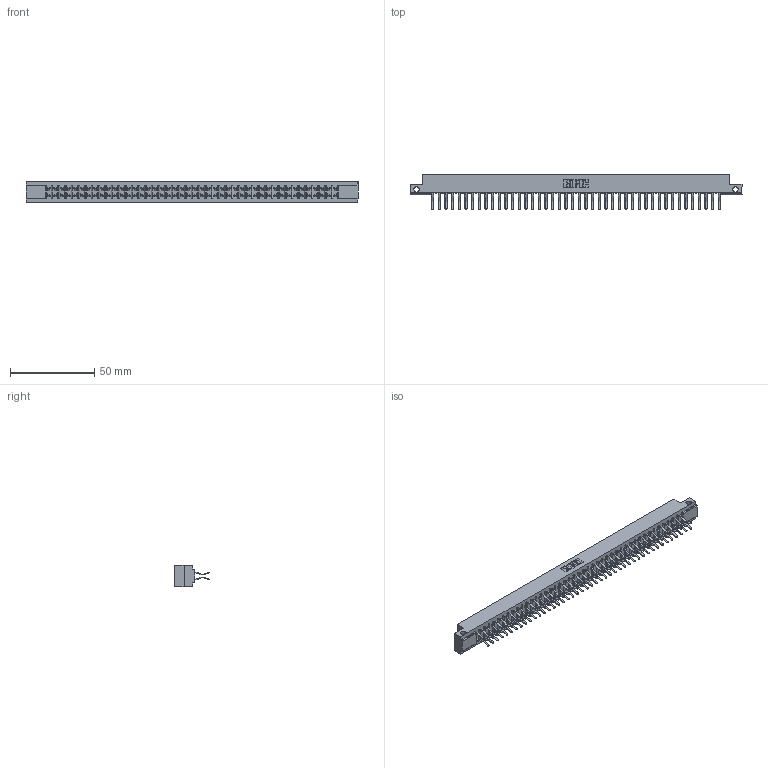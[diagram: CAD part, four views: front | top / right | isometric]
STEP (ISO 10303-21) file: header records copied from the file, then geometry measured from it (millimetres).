
FILE_DESCRIPTION (( 'STEP AP203' ), '1' );
FILE_NAME ('807-088-560-212.STEP', '2021-07-20T21:40:26', ( '' ), ( '' ), 'SwSTEP 2.0', 'SolidWorks 2020', '' );
FILE_SCHEMA (( 'CONFIG_CONTROL_DESIGN' ));
Length unit declared in the file: inch
Products named in the file (3): 807 Part_.128 Dia Side Mounting Holes; 307-290-001_560; 807-088-560-212
Assembly tree (89 placements, depth 2):
  807-088-560-212
    807 Part_.128 Dia Side Mounting Holes
    307-290-001_560  x88
Bounding box: 197.36 x 20.73 x 12.7 mm (x, y, z)
Volume: 20968.4 mm3; surface area: 26272.5 mm2
Topology: 89 solids, 89 shells, 4563 faces, 12819 edges, 8306 vertices
Faces by surface type: plane 2974, cylinder 1499, sphere 90
Entity records: 38988 total; most frequent: CARTESIAN_POINT 6376, ORIENTED_EDGE 6318, DIRECTION 6245, EDGE_CURVE 3159, VECTOR 2423, LINE 2423, VERTEX_POINT 2042, AXIS2_PLACEMENT_3D 1911
